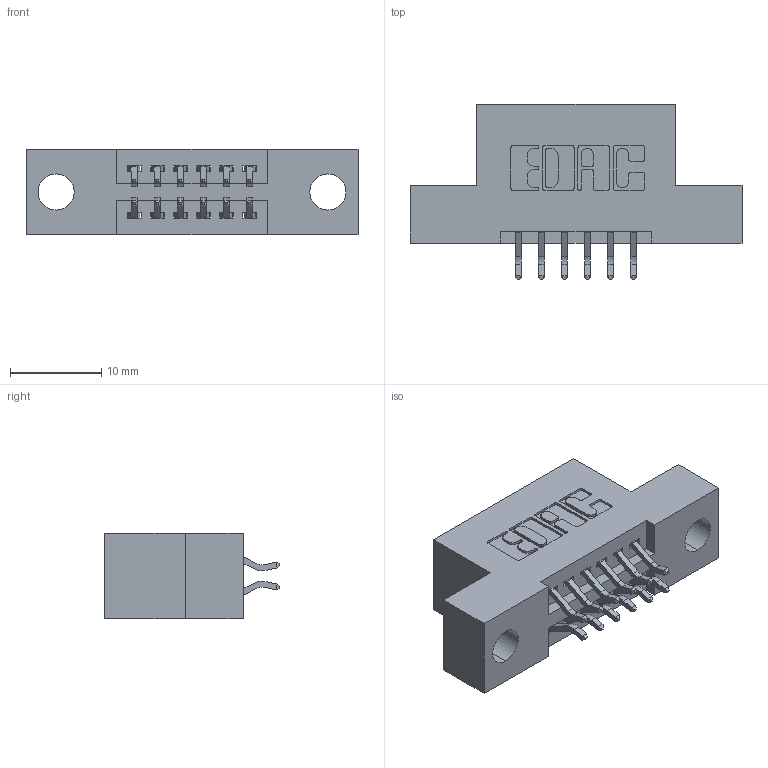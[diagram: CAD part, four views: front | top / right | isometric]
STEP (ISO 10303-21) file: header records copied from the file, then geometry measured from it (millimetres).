
FILE_DESCRIPTION (( 'STEP AP203' ), '1' );
FILE_NAME ('345-012-556-204.STEP', '2021-05-19T15:49:34', ( '' ), ( '' ), 'SwSTEP 2.0', 'SolidWorks 2020', '' );
FILE_SCHEMA (( 'CONFIG_CONTROL_DESIGN' ));
Length unit declared in the file: inch
Products named in the file (3): 345-292-001_556 Tail; 345 Part_Flush Mounting Lugs - 0.156 Dia-TI; 345-012-556-204
Assembly tree (13 placements, depth 2):
  345-012-556-204
    345 Part_Flush Mounting Lugs - 0.156 Dia-TI
    345-292-001_556 Tail  x12
Bounding box: 36.45 x 19.24 x 9.4 mm (x, y, z)
Volume: 3100.1 mm3; surface area: 3726.3 mm2
Topology: 13 solids, 13 shells, 812 faces, 2381 edges, 1570 vertices
Faces by surface type: plane 538, cylinder 274
Entity records: 10193 total; most frequent: CARTESIAN_POINT 1762, ORIENTED_EDGE 1682, DIRECTION 1585, EDGE_CURVE 841, LINE 677, VECTOR 677, VERTEX_POINT 558, AXIS2_PLACEMENT_3D 454
